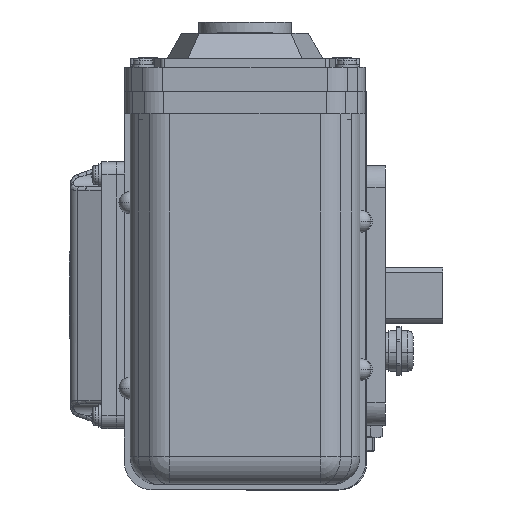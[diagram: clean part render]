
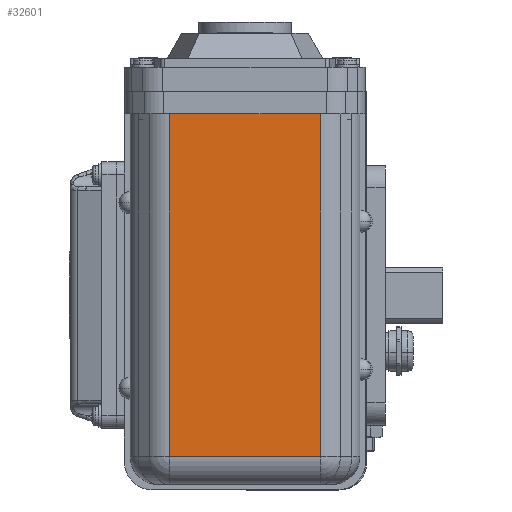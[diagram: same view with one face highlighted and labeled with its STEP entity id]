
A CAD part, left-side view. The second image highlights one B-rep face of the part: STEP entity #32601.
In plain terms, the highlighted planar face has unit normal (-1, 0, 0).
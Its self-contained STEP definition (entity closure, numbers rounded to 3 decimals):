
#25458 = CARTESIAN_POINT ( 'NONE',  ( -178., 41.487, 98. ) ) ;
#25461 = CARTESIAN_POINT ( 'NONE',  ( -178., -40.087, 98. ) ) ;
#25463 = DIRECTION ( 'NONE',  ( 0., 0., 1. ) ) ;
#25464 = VECTOR ( 'NONE', #25463, 1000. ) ;
#25465 = CARTESIAN_POINT ( 'NONE',  ( -178., -40.087, 40. ) ) ;
#25467 = LINE ( 'NONE', #25465, #25464 ) ;
#25472 = CARTESIAN_POINT ( 'NONE',  ( -178., -40.087, -87. ) ) ;
#25474 = CARTESIAN_POINT ( 'NONE',  ( -178., 41.487, -87. ) ) ;
#25476 = DIRECTION ( 'NONE',  ( 0., -1., 0. ) ) ;
#25478 = VECTOR ( 'NONE', #25476, 1000. ) ;
#25480 = CARTESIAN_POINT ( 'NONE',  ( -178., -61.3, -87. ) ) ;
#25485 = DIRECTION ( 'NONE',  ( 0., 1., 0. ) ) ;
#25487 = DIRECTION ( 'NONE',  ( -1., 0., 0. ) ) ;
#25489 = CARTESIAN_POINT ( 'NONE',  ( -178., -61.3, 40. ) ) ;
#25490 = LINE ( 'NONE', #25480, #25478 ) ;
#25494 = AXIS2_PLACEMENT_3D ( 'NONE', #25489, #25487, #25485 ) ;
#25496 = PLANE ( 'NONE',  #25494 ) ;
#25497 = FACE_OUTER_BOUND ( 'NONE', #32604, .T. ) ;
#25658 = DIRECTION ( 'NONE',  ( 0., 0., -1. ) ) ;
#25660 = VECTOR ( 'NONE', #25658, 1000. ) ;
#25662 = CARTESIAN_POINT ( 'NONE',  ( -178., 41.487, 40. ) ) ;
#25664 = LINE ( 'NONE', #25662, #25660 ) ;
#25669 = DIRECTION ( 'NONE',  ( 0., -1., 0. ) ) ;
#25670 = VECTOR ( 'NONE', #25669, 1000. ) ;
#25673 = CARTESIAN_POINT ( 'NONE',  ( -178., -61.3, 98. ) ) ;
#25674 = LINE ( 'NONE', #25673, #25670 ) ;
#32601 = ADVANCED_FACE ( 'NONE', ( #25497 ), #25496, .T. ) ;
#32604 = EDGE_LOOP ( 'NONE', ( #32606, #32612, #32618, #32714 ) ) ;
#32606 = ORIENTED_EDGE ( 'NONE', *, *, #32608, .T. ) ;
#32608 = EDGE_CURVE ( 'NONE', #32610, #32611, #25490, .T. ) ;
#32610 = VERTEX_POINT ( 'NONE', #25474 ) ;
#32611 = VERTEX_POINT ( 'NONE', #25472 ) ;
#32612 = ORIENTED_EDGE ( 'NONE', *, *, #32614, .T. ) ;
#32614 = EDGE_CURVE ( 'NONE', #32611, #32616, #25467, .T. ) ;
#32616 = VERTEX_POINT ( 'NONE', #25461 ) ;
#32618 = ORIENTED_EDGE ( 'NONE', *, *, #32713, .F. ) ;
#32619 = VERTEX_POINT ( 'NONE', #25458 ) ;
#32713 = EDGE_CURVE ( 'NONE', #32619, #32616, #25674, .T. ) ;
#32714 = ORIENTED_EDGE ( 'NONE', *, *, #32715, .T. ) ;
#32715 = EDGE_CURVE ( 'NONE', #32619, #32610, #25664, .T. ) ;
